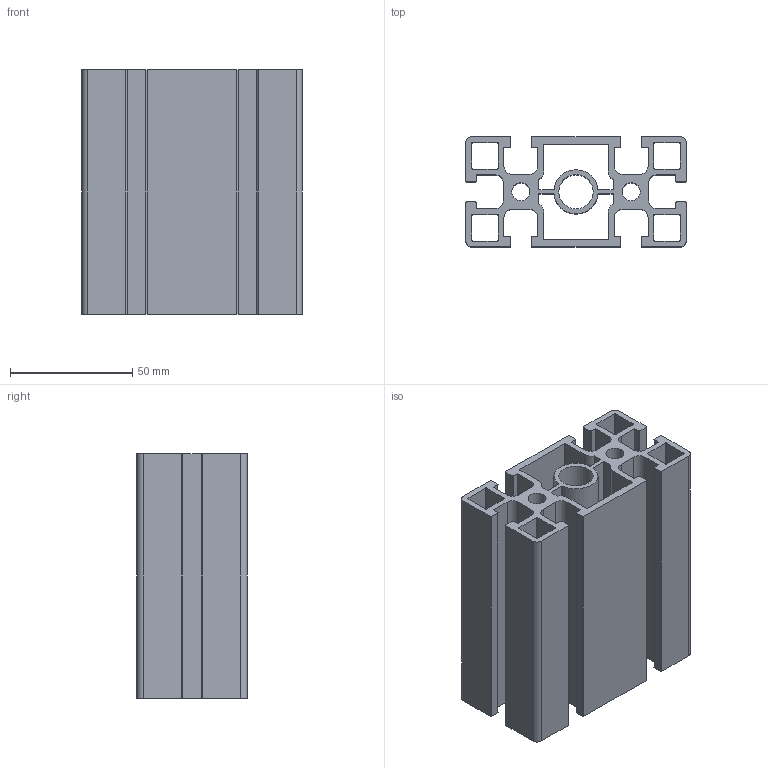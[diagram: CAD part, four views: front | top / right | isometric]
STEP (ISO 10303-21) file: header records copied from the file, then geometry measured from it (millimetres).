
FILE_DESCRIPTION(/* description */ ('PROF.45X90 6C XP'),/* implementation_level */ '2;1');
FILE_NAME(/* name */ 'BPRDD0000189.stp',/* time_stamp */ '2018-02-27T11:00:10+01:00',/* author */ ('fzagni'),/* organization */ (''),/* preprocessor_version */ 'ST-DEVELOPER v16.1',/* originating_system */ 'Autodesk Inventor 2016',/* authorisation */ '');
FILE_SCHEMA (('AUTOMOTIVE_DESIGN { 1 0 10303 214 3 1 1 }'));
Length unit declared in the file: millimetre
Products named in the file (1): BPRDD0000189
Bounding box: 90 x 45 x 100 mm (x, y, z)
Volume: 143514.8 mm3; surface area: 99361.9 mm2
Topology: 1 solids, 1 shells, 165 faces, 489 edges, 326 vertices
Faces by surface type: plane 84, cylinder 81
Full cylindrical faces by diameter (mm): 7.4 x2, 14 x1
Entity records: 5610 total; most frequent: DIRECTION 980, CARTESIAN_POINT 978, ORIENTED_EDGE 972, EDGE_CURVE 486, AXIS2_PLACEMENT_3D 328, VERTEX_POINT 326, LINE 324, VECTOR 324
